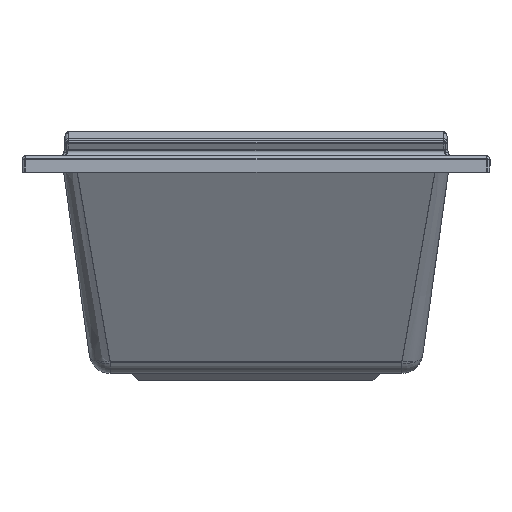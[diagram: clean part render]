
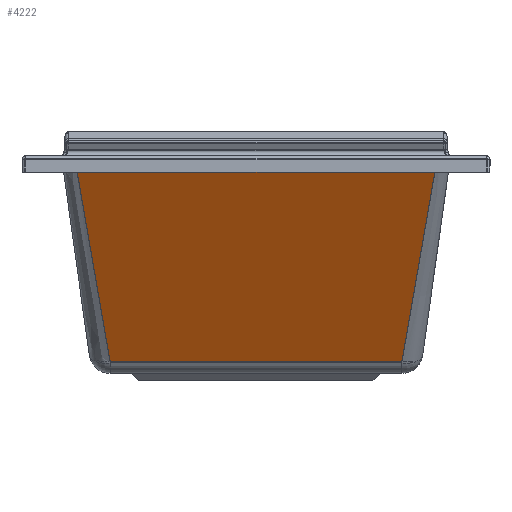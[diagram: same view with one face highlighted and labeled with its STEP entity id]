
A CAD part, left-side view. The second image highlights one B-rep face of the part: STEP entity #4222.
In plain terms, the highlighted planar face has unit normal (-0.866, 0, -0.5).
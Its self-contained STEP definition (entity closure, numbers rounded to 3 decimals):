
#1216=CARTESIAN_POINT('',(-875.143,-385.26,-18.413));
#1217=VERTEX_POINT('',#1216);
#1234=CARTESIAN_POINT('',(-630.296,-311.586,-442.501));
#1235=VERTEX_POINT('',#1234);
#1236=CARTESIAN_POINT('',(-875.143,-385.26,-18.413));
#1237=CARTESIAN_POINT('',(-861.264,-381.833,-42.452));
#1238=CARTESIAN_POINT('',(-847.39,-378.217,-66.482));
#1239=CARTESIAN_POINT('',(-833.591,-374.271,-90.383));
#1240=CARTESIAN_POINT('',(-814.344,-368.766,-123.72));
#1241=CARTESIAN_POINT('',(-795.171,-362.6,-156.929));
#1242=CARTESIAN_POINT('',(-776.037,-356.148,-190.07));
#1243=CARTESIAN_POINT('',(-754.814,-348.991,-226.829));
#1244=CARTESIAN_POINT('',(-733.588,-341.525,-263.593));
#1245=CARTESIAN_POINT('',(-712.341,-334.657,-300.394));
#1246=CARTESIAN_POINT('',(-696.564,-329.557,-327.721));
#1247=CARTESIAN_POINT('',(-680.755,-324.798,-355.103));
#1248=CARTESIAN_POINT('',(-664.897,-320.473,-382.569));
#1249=CARTESIAN_POINT('',(-653.389,-317.335,-402.502));
#1250=CARTESIAN_POINT('',(-641.853,-314.419,-422.482));
#1251=CARTESIAN_POINT('',(-630.296,-311.585,-442.5));
#1252=B_SPLINE_CURVE_WITH_KNOTS('',3,(#1236,#1237,#1238,#1239,#1240,#1241,#1242,#1243,#1244,#1245,#1246,#1247,#1248,#1249,#1250,#1251),.UNSPECIFIED.,.F.,.U.,(4,3,3,3,3,4),(1409.561,1554.324,1756.236,1980.194,2146.492,2267.176),.UNSPECIFIED.);
#1253=EDGE_CURVE('',#1217,#1235,#1252,.T.);
#4106=CARTESIAN_POINT('',(-884.33,0.,-2.5));
#4107=DIRECTION('',(-0.866,0.0,-0.5));
#4108=DIRECTION('',(-0.5,0.0,0.866));
#4109=AXIS2_PLACEMENT_3D('',#4106,#4107,#4108);
#4110=PLANE('',#4109);
#4111=CARTESIAN_POINT('',(-890.614,402.499,8.384));
#4112=VERTEX_POINT('',#4111);
#4113=CARTESIAN_POINT('',(-889.414,402.782,6.306));
#4114=VERTEX_POINT('',#4113);
#4115=CARTESIAN_POINT('',(-891.258,418.458,9.5));
#4116=DIRECTION('',(0.866,0.,0.5));
#4117=DIRECTION('',(0.5,0.,-0.866));
#4118=AXIS2_PLACEMENT_3D('',#4115,#4116,#4117);
#4119=ELLIPSE('',#4118,18.474,15.998);
#4120=EDGE_CURVE('',#4112,#4114,#4119,.T.);
#4121=ORIENTED_EDGE('',*,*,#4120,.T.);
#4122=CARTESIAN_POINT('',(-875.143,385.26,-18.413));
#4123=VERTEX_POINT('',#4122);
#4124=CARTESIAN_POINT('',(-875.143,385.26,-18.413));
#4125=CARTESIAN_POINT('',(-877.673,385.881,-14.031));
#4126=CARTESIAN_POINT('',(-880.226,387.406,-9.608));
#4127=CARTESIAN_POINT('',(-882.581,389.954,-5.529));
#4128=CARTESIAN_POINT('',(-883.754,391.222,-3.499));
#4129=CARTESIAN_POINT('',(-884.876,392.744,-1.554));
#4130=CARTESIAN_POINT('',(-885.909,394.519,0.235));
#4131=CARTESIAN_POINT('',(-887.275,396.865,2.601));
#4132=CARTESIAN_POINT('',(-888.484,399.671,4.694));
#4133=CARTESIAN_POINT('',(-889.414,402.782,6.305));
#4134=B_SPLINE_CURVE_WITH_KNOTS('',3,(#4124,#4125,#4126,#4127,#4128,#4129,#4130,#4131,#4132,#4133),.UNSPECIFIED.,.F.,.U.,(4,3,3,4),(550.22,569.596,579.242,591.995),.UNSPECIFIED.);
#4135=EDGE_CURVE('',#4123,#4114,#4134,.T.);
#4136=ORIENTED_EDGE('',*,*,#4135,.F.);
#4137=CARTESIAN_POINT('',(-630.295,311.587,-442.502));
#4138=VERTEX_POINT('',#4137);
#4139=CARTESIAN_POINT('',(-630.296,311.585,-442.5));
#4140=CARTESIAN_POINT('',(-645.715,315.365,-415.793));
#4141=CARTESIAN_POINT('',(-661.103,319.314,-389.141));
#4142=CARTESIAN_POINT('',(-676.439,323.695,-362.578));
#4143=CARTESIAN_POINT('',(-680.432,324.836,-355.663));
#4144=CARTESIAN_POINT('',(-684.421,326.003,-348.753));
#4145=CARTESIAN_POINT('',(-688.407,327.195,-341.848));
#4146=CARTESIAN_POINT('',(-708.697,333.266,-306.705));
#4147=CARTESIAN_POINT('',(-728.911,340.062,-271.695));
#4148=CARTESIAN_POINT('',(-749.114,346.97,-236.701));
#4149=CARTESIAN_POINT('',(-751.999,347.957,-231.704));
#4150=CARTESIAN_POINT('',(-754.884,348.945,-226.707));
#4151=CARTESIAN_POINT('',(-757.769,349.932,-221.709));
#4152=CARTESIAN_POINT('',(-776.997,356.51,-188.406));
#4153=CARTESIAN_POINT('',(-796.236,363.022,-155.083));
#4154=CARTESIAN_POINT('',(-815.546,368.928,-121.638));
#4155=CARTESIAN_POINT('',(-821.504,370.751,-111.317));
#4156=CARTESIAN_POINT('',(-827.47,372.519,-100.985));
#4157=CARTESIAN_POINT('',(-833.442,374.228,-90.641));
#4158=CARTESIAN_POINT('',(-847.292,378.192,-66.652));
#4159=CARTESIAN_POINT('',(-861.214,381.82,-42.539));
#4160=CARTESIAN_POINT('',(-875.143,385.26,-18.413));
#4161=B_SPLINE_CURVE_WITH_KNOTS('',3,(#4139,#4140,#4141,#4142,#4143,#4144,#4145,#4146,#4147,#4148,#4149,#4150,#4151,#4152,#4153,#4154,#4155,#4156,#4157,#4158,#4159,#4160),.UNSPECIFIED.,.F.,.U.,(4,3,3,3,3,3,3,4),(250.688,411.691,453.607,666.945,697.41,900.439,963.093,1108.391),.UNSPECIFIED.);
#4162=EDGE_CURVE('',#4138,#4123,#4161,.T.);
#4163=ORIENTED_EDGE('',*,*,#4162,.F.);
#4164=CARTESIAN_POINT('',(-630.296,311.586,-442.5));
#4165=DIRECTION('',(0.0,-1.0,0.0));
#4166=VECTOR('',#4165,623.172);
#4167=LINE('',#4164,#4166);
#4168=EDGE_CURVE('',#1235,#4138,#4167,.F.);
#4169=ORIENTED_EDGE('',*,*,#4168,.F.);
#4170=ORIENTED_EDGE('',*,*,#1253,.F.);
#4171=CARTESIAN_POINT('',(-889.414,-402.782,6.306));
#4172=VERTEX_POINT('',#4171);
#4173=CARTESIAN_POINT('',(-889.414,-402.782,6.306));
#4174=CARTESIAN_POINT('',(-889.378,-402.661,6.243));
#4175=CARTESIAN_POINT('',(-889.341,-402.54,6.18));
#4176=CARTESIAN_POINT('',(-889.304,-402.42,6.115));
#4177=CARTESIAN_POINT('',(-888.615,-400.183,4.922));
#4178=CARTESIAN_POINT('',(-887.783,-398.109,3.481));
#4179=CARTESIAN_POINT('',(-886.853,-396.262,1.87));
#4180=CARTESIAN_POINT('',(-885.126,-392.83,-1.122));
#4181=CARTESIAN_POINT('',(-883.072,-390.189,-4.68));
#4182=CARTESIAN_POINT('',(-880.915,-388.346,-8.415));
#4183=CARTESIAN_POINT('',(-879.043,-386.747,-11.657));
#4184=CARTESIAN_POINT('',(-877.087,-385.737,-15.045));
#4185=CARTESIAN_POINT('',(-875.143,-385.26,-18.413));
#4186=B_SPLINE_CURVE_WITH_KNOTS('',3,(#4173,#4174,#4175,#4176,#4177,#4178,#4179,#4180,#4181,#4182,#4183,#4184,#4185),.UNSPECIFIED.,.F.,.U.,(4,3,3,3,4),(2345.692,2346.188,2355.419,2372.574,2387.464),.UNSPECIFIED.);
#4187=EDGE_CURVE('',#4172,#1217,#4186,.T.);
#4188=ORIENTED_EDGE('',*,*,#4187,.F.);
#4189=CARTESIAN_POINT('',(-890.614,-402.499,8.384));
#4190=VERTEX_POINT('',#4189);
#4191=CARTESIAN_POINT('',(-891.259,-418.464,9.5));
#4192=DIRECTION('',(0.866,0.,0.5));
#4193=DIRECTION('',(0.5,0.,-0.866));
#4194=AXIS2_PLACEMENT_3D('',#4191,#4192,#4193);
#4195=ELLIPSE('',#4194,18.478,16.004);
#4196=EDGE_CURVE('',#4172,#4190,#4195,.T.);
#4197=ORIENTED_EDGE('',*,*,#4196,.T.);
#4198=CARTESIAN_POINT('',(-912.084,-399.899,45.572));
#4199=VERTEX_POINT('',#4198);
#4200=CARTESIAN_POINT('',(-912.084,-399.899,45.572));
#4201=DIRECTION('',(0.499,-0.06,-0.864));
#4202=VECTOR('',#4201,43.02);
#4203=LINE('',#4200,#4202);
#4204=EDGE_CURVE('',#4199,#4190,#4203,.T.);
#4205=ORIENTED_EDGE('',*,*,#4204,.F.);
#4206=CARTESIAN_POINT('',(-912.084,399.899,45.572));
#4207=VERTEX_POINT('',#4206);
#4208=CARTESIAN_POINT('',(-912.084,399.899,45.572));
#4209=DIRECTION('',(0.0,-1.0,0.0));
#4210=VECTOR('',#4209,799.797);
#4211=LINE('',#4208,#4210);
#4212=EDGE_CURVE('',#4199,#4207,#4211,.F.);
#4213=ORIENTED_EDGE('',*,*,#4212,.T.);
#4214=CARTESIAN_POINT('',(-912.084,399.899,45.572));
#4215=DIRECTION('',(0.499,0.06,-0.864));
#4216=VECTOR('',#4215,43.02);
#4217=LINE('',#4214,#4216);
#4218=EDGE_CURVE('',#4207,#4112,#4217,.T.);
#4219=ORIENTED_EDGE('',*,*,#4218,.T.);
#4220=EDGE_LOOP('',(#4121,#4136,#4163,#4169,#4170,#4188,#4197,#4205,#4213,#4219));
#4221=FACE_OUTER_BOUND('',#4220,.T.);
#4222=ADVANCED_FACE('',(#4221),#4110,.T.);
